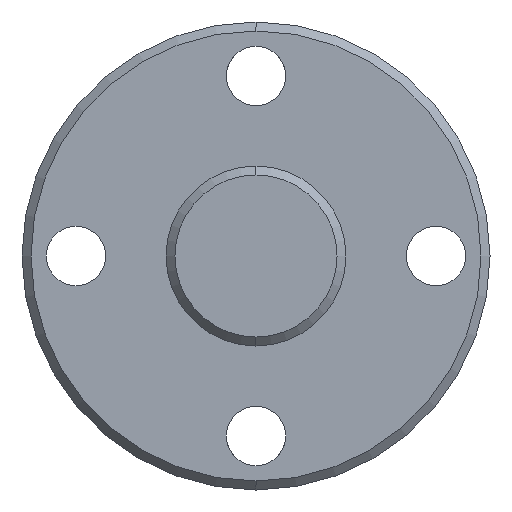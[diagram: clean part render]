
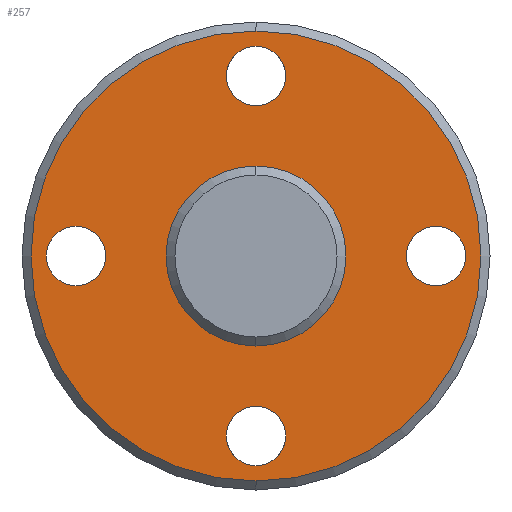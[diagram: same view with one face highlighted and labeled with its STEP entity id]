
A CAD part, left-side view. The second image highlights one B-rep face of the part: STEP entity #257.
In plain terms, the highlighted planar face has unit normal (-1, 0, 0).
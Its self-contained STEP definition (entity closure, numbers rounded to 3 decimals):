
#3 = AXIS2_PLACEMENT_3D ( 'NONE', #91, #1339, #2003 ) ;
#11 = DIRECTION ( 'NONE',  ( -1., 0., 0. ) ) ;
#12 = FACE_BOUND ( 'NONE', #2006, .T. ) ;
#28 = ORIENTED_EDGE ( 'NONE', *, *, #1755, .F. ) ;
#34 = EDGE_CURVE ( 'NONE', #810, #1307, #1936, .T. ) ;
#36 = EDGE_CURVE ( 'NONE', #1515, #1619, #1233, .T. ) ;
#62 = ORIENTED_EDGE ( 'NONE', *, *, #1795, .F. ) ;
#91 = CARTESIAN_POINT ( 'NONE',  ( -24., 0., 0. ) ) ;
#96 = AXIS2_PLACEMENT_3D ( 'NONE', #577, #847, #1993 ) ;
#129 = CARTESIAN_POINT ( 'NONE',  ( -24., 0., 10. ) ) ;
#146 = CARTESIAN_POINT ( 'NONE',  ( -24., 0., -5. ) ) ;
#234 = DIRECTION ( 'NONE',  ( -1., 0., 0. ) ) ;
#253 = EDGE_LOOP ( 'NONE', ( #1994, #62 ) ) ;
#254 = AXIS2_PLACEMENT_3D ( 'NONE', #1906, #2029, #608 ) ;
#257 = ADVANCED_FACE ( 'NONE', ( #1095, #1576, #323, #12, #2078, #1903 ), #1767, .F. ) ;
#274 = DIRECTION ( 'NONE',  ( -1., 0., 0. ) ) ;
#283 = ORIENTED_EDGE ( 'NONE', *, *, #1396, .F. ) ;
#292 = DIRECTION ( 'NONE',  ( 0., 0., 1. ) ) ;
#318 = ORIENTED_EDGE ( 'NONE', *, *, #361, .F. ) ;
#323 = FACE_BOUND ( 'NONE', #1075, .T. ) ;
#361 = EDGE_CURVE ( 'NONE', #1774, #1152, #2019, .T. ) ;
#374 = EDGE_CURVE ( 'NONE', #1619, #1515, #411, .T. ) ;
#411 = CIRCLE ( 'NONE', #965, 1.65 ) ;
#415 = VERTEX_POINT ( 'NONE', #587 ) ;
#461 = CARTESIAN_POINT ( 'NONE',  ( -24., -10., 0. ) ) ;
#473 = DIRECTION ( 'NONE',  ( -1., 0., 0. ) ) ;
#477 = CARTESIAN_POINT ( 'NONE',  ( -24., 0., 8.35 ) ) ;
#552 = EDGE_LOOP ( 'NONE', ( #1637, #1460 ) ) ;
#562 = DIRECTION ( 'NONE',  ( 0., 0., 1. ) ) ;
#577 = CARTESIAN_POINT ( 'NONE',  ( -24., 0., 0. ) ) ;
#579 = DIRECTION ( 'NONE',  ( 0., 0., 1. ) ) ;
#587 = CARTESIAN_POINT ( 'NONE',  ( -24., -10., 1.65 ) ) ;
#608 = DIRECTION ( 'NONE',  ( 0., 0., 1. ) ) ;
#624 = CARTESIAN_POINT ( 'NONE',  ( -24., 0., 0. ) ) ;
#628 = CARTESIAN_POINT ( 'NONE',  ( -24., 10., -1.65 ) ) ;
#634 = AXIS2_PLACEMENT_3D ( 'NONE', #129, #274, #1864 ) ;
#637 = DIRECTION ( 'NONE',  ( 1., 0., 0. ) ) ;
#645 = DIRECTION ( 'NONE',  ( 0., 0., 1. ) ) ;
#683 = CIRCLE ( 'NONE', #1733, 1.65 ) ;
#691 = CARTESIAN_POINT ( 'NONE',  ( -24., 0., -11.65 ) ) ;
#705 = CARTESIAN_POINT ( 'NONE',  ( -24., 10., 0. ) ) ;
#709 = CARTESIAN_POINT ( 'NONE',  ( -24., 0., 11.65 ) ) ;
#745 = DIRECTION ( 'NONE',  ( 0., 0., 1. ) ) ;
#749 = DIRECTION ( 'NONE',  ( -1., 0., 0. ) ) ;
#810 = VERTEX_POINT ( 'NONE', #628 ) ;
#847 = DIRECTION ( 'NONE',  ( -1., 0., 0. ) ) ;
#867 = VERTEX_POINT ( 'NONE', #1317 ) ;
#888 = CARTESIAN_POINT ( 'NONE',  ( -24., 10., 1.65 ) ) ;
#936 = AXIS2_PLACEMENT_3D ( 'NONE', #624, #1255, #645 ) ;
#942 = CARTESIAN_POINT ( 'NONE',  ( -24., 13., 0. ) ) ;
#965 = AXIS2_PLACEMENT_3D ( 'NONE', #1315, #234, #1861 ) ;
#971 = CIRCLE ( 'NONE', #936, 5. ) ;
#990 = CARTESIAN_POINT ( 'NONE',  ( -24., 0., -8.35 ) ) ;
#1025 = DIRECTION ( 'NONE',  ( -1., 0., 0. ) ) ;
#1061 = CARTESIAN_POINT ( 'NONE',  ( -24., 0., -10. ) ) ;
#1068 = ORIENTED_EDGE ( 'NONE', *, *, #1979, .T. ) ;
#1075 = EDGE_LOOP ( 'NONE', ( #318, #1392 ) ) ;
#1078 = CARTESIAN_POINT ( 'NONE',  ( -24., 0., 12.5 ) ) ;
#1091 = VERTEX_POINT ( 'NONE', #1078 ) ;
#1095 = FACE_BOUND ( 'NONE', #552, .T. ) ;
#1118 = VERTEX_POINT ( 'NONE', #1428 ) ;
#1122 = CIRCLE ( 'NONE', #634, 1.65 ) ;
#1152 = VERTEX_POINT ( 'NONE', #477 ) ;
#1163 = CIRCLE ( 'NONE', #96, 12.5 ) ;
#1164 = EDGE_CURVE ( 'NONE', #1118, #1416, #971, .T. ) ;
#1197 = CIRCLE ( 'NONE', #1934, 1.65 ) ;
#1233 = CIRCLE ( 'NONE', #2067, 1.65 ) ;
#1255 = DIRECTION ( 'NONE',  ( -1., 0., 0. ) ) ;
#1262 = AXIS2_PLACEMENT_3D ( 'NONE', #2024, #1510, #579 ) ;
#1289 = AXIS2_PLACEMENT_3D ( 'NONE', #1430, #11, #2062 ) ;
#1307 = VERTEX_POINT ( 'NONE', #888 ) ;
#1315 = CARTESIAN_POINT ( 'NONE',  ( -24., 0., -10. ) ) ;
#1317 = CARTESIAN_POINT ( 'NONE',  ( -24., 0., -12.5 ) ) ;
#1327 = EDGE_LOOP ( 'NONE', ( #1726, #28 ) ) ;
#1339 = DIRECTION ( 'NONE',  ( -1., 0., 0. ) ) ;
#1341 = DIRECTION ( 'NONE',  ( -1., 0., 0. ) ) ;
#1352 = EDGE_CURVE ( 'NONE', #867, #1091, #1163, .T. ) ;
#1356 = CARTESIAN_POINT ( 'NONE',  ( -24., -10., -1.65 ) ) ;
#1371 = EDGE_LOOP ( 'NONE', ( #1470, #1068 ) ) ;
#1381 = CARTESIAN_POINT ( 'NONE',  ( -24., -10., 0. ) ) ;
#1392 = ORIENTED_EDGE ( 'NONE', *, *, #1641, .F. ) ;
#1394 = DIRECTION ( 'NONE',  ( 0., 0., -1. ) ) ;
#1396 = EDGE_CURVE ( 'NONE', #1307, #810, #1197, .T. ) ;
#1399 = DIRECTION ( 'NONE',  ( 0., 0., 1. ) ) ;
#1416 = VERTEX_POINT ( 'NONE', #146 ) ;
#1428 = CARTESIAN_POINT ( 'NONE',  ( -24., 0., 5. ) ) ;
#1430 = CARTESIAN_POINT ( 'NONE',  ( -24., 0., 0. ) ) ;
#1435 = CIRCLE ( 'NONE', #1844, 1.65 ) ;
#1460 = ORIENTED_EDGE ( 'NONE', *, *, #374, .F. ) ;
#1470 = ORIENTED_EDGE ( 'NONE', *, *, #1352, .T. ) ;
#1510 = DIRECTION ( 'NONE',  ( -1., 0., 0. ) ) ;
#1515 = VERTEX_POINT ( 'NONE', #990 ) ;
#1576 = FACE_BOUND ( 'NONE', #1327, .T. ) ;
#1619 = VERTEX_POINT ( 'NONE', #691 ) ;
#1637 = ORIENTED_EDGE ( 'NONE', *, *, #36, .F. ) ;
#1640 = AXIS2_PLACEMENT_3D ( 'NONE', #942, #637, #1394 ) ;
#1641 = EDGE_CURVE ( 'NONE', #1152, #1774, #1122, .T. ) ;
#1669 = CIRCLE ( 'NONE', #1289, 5. ) ;
#1690 = CIRCLE ( 'NONE', #3, 12.5 ) ;
#1726 = ORIENTED_EDGE ( 'NONE', *, *, #2051, .F. ) ;
#1733 = AXIS2_PLACEMENT_3D ( 'NONE', #461, #473, #292 ) ;
#1751 = VERTEX_POINT ( 'NONE', #1356 ) ;
#1755 = EDGE_CURVE ( 'NONE', #1751, #415, #1435, .T. ) ;
#1767 = PLANE ( 'NONE',  #1640 ) ;
#1774 = VERTEX_POINT ( 'NONE', #709 ) ;
#1793 = ORIENTED_EDGE ( 'NONE', *, *, #34, .F. ) ;
#1795 = EDGE_CURVE ( 'NONE', #1416, #1118, #1669, .T. ) ;
#1844 = AXIS2_PLACEMENT_3D ( 'NONE', #1381, #1025, #745 ) ;
#1861 = DIRECTION ( 'NONE',  ( 0., 0., 1. ) ) ;
#1864 = DIRECTION ( 'NONE',  ( 0., 0., 1. ) ) ;
#1903 = FACE_BOUND ( 'NONE', #253, .T. ) ;
#1906 = CARTESIAN_POINT ( 'NONE',  ( -24., 10., 0. ) ) ;
#1934 = AXIS2_PLACEMENT_3D ( 'NONE', #705, #1341, #562 ) ;
#1936 = CIRCLE ( 'NONE', #254, 1.65 ) ;
#1979 = EDGE_CURVE ( 'NONE', #1091, #867, #1690, .T. ) ;
#1993 = DIRECTION ( 'NONE',  ( 0., 0., -1. ) ) ;
#1994 = ORIENTED_EDGE ( 'NONE', *, *, #1164, .F. ) ;
#2003 = DIRECTION ( 'NONE',  ( 0., 0., -1. ) ) ;
#2006 = EDGE_LOOP ( 'NONE', ( #283, #1793 ) ) ;
#2019 = CIRCLE ( 'NONE', #1262, 1.65 ) ;
#2024 = CARTESIAN_POINT ( 'NONE',  ( -24., 0., 10. ) ) ;
#2029 = DIRECTION ( 'NONE',  ( -1., 0., 0. ) ) ;
#2051 = EDGE_CURVE ( 'NONE', #415, #1751, #683, .T. ) ;
#2062 = DIRECTION ( 'NONE',  ( 0., 0., 1. ) ) ;
#2067 = AXIS2_PLACEMENT_3D ( 'NONE', #1061, #749, #1399 ) ;
#2078 = FACE_OUTER_BOUND ( 'NONE', #1371, .T. ) ;
